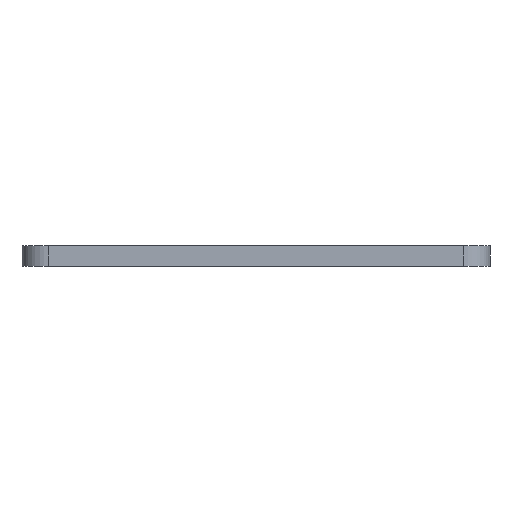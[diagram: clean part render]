
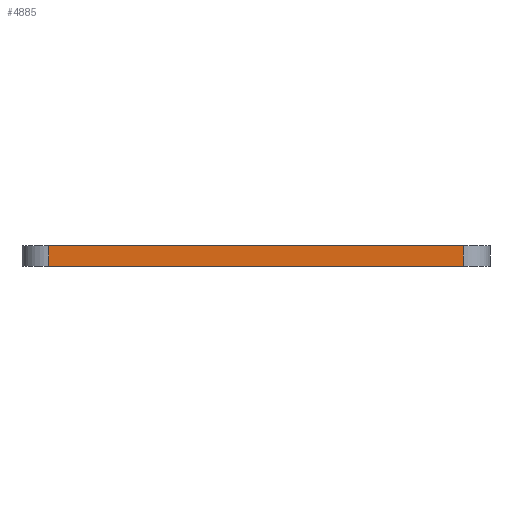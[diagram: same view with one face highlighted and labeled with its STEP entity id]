
A CAD part, front view. The second image highlights one B-rep face of the part: STEP entity #4885.
In plain terms, the highlighted planar face has unit normal (0, -1, 0).
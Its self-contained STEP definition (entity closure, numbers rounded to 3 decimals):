
#15 = CARTESIAN_POINT ( 'NONE',  ( -17.5, -45., 0. ) ) ;
#329 = VERTEX_POINT ( 'NONE', #1432 ) ;
#629 = CARTESIAN_POINT ( 'NONE',  ( -15.5, -45., 1.5 ) ) ;
#648 = EDGE_CURVE ( 'NONE', #3768, #832, #4667, .T. ) ;
#823 = ORIENTED_EDGE ( 'NONE', *, *, #4071, .T. ) ;
#832 = VERTEX_POINT ( 'NONE', #4291 ) ;
#909 = CARTESIAN_POINT ( 'NONE',  ( -17.5, -45., 1.5 ) ) ;
#947 = VERTEX_POINT ( 'NONE', #4774 ) ;
#1028 = DIRECTION ( 'NONE',  ( 0., 0., 1. ) ) ;
#1215 = DIRECTION ( 'NONE',  ( 1., 0., 0. ) ) ;
#1277 = FACE_OUTER_BOUND ( 'NONE', #4276, .T. ) ;
#1432 = CARTESIAN_POINT ( 'NONE',  ( 15.5, -45., 0. ) ) ;
#1554 = PLANE ( 'NONE',  #4051 ) ;
#1584 = CARTESIAN_POINT ( 'NONE',  ( -17.5, -45., 1.5 ) ) ;
#1750 = VECTOR ( 'NONE', #3083, 1000. ) ;
#1847 = ORIENTED_EDGE ( 'NONE', *, *, #648, .F. ) ;
#2213 = LINE ( 'NONE', #629, #2550 ) ;
#2399 = CARTESIAN_POINT ( 'NONE',  ( -15.5, -45., 1.5 ) ) ;
#2512 = DIRECTION ( 'NONE',  ( 0., 0., -1. ) ) ;
#2515 = VECTOR ( 'NONE', #1215, 1000. ) ;
#2518 = LINE ( 'NONE', #3697, #4375 ) ;
#2550 = VECTOR ( 'NONE', #2512, 1000. ) ;
#3083 = DIRECTION ( 'NONE',  ( 1., 0., 0. ) ) ;
#3135 = LINE ( 'NONE', #15, #1750 ) ;
#3164 = EDGE_CURVE ( 'NONE', #3768, #947, #2213, .T. ) ;
#3168 = DIRECTION ( 'NONE',  ( 0., 0., 1. ) ) ;
#3488 = DIRECTION ( 'NONE',  ( 0., 1., 0. ) ) ;
#3697 = CARTESIAN_POINT ( 'NONE',  ( 15.5, -45., 1.5 ) ) ;
#3768 = VERTEX_POINT ( 'NONE', #2399 ) ;
#3928 = ORIENTED_EDGE ( 'NONE', *, *, #3164, .T. ) ;
#4051 = AXIS2_PLACEMENT_3D ( 'NONE', #1584, #3488, #3168 ) ;
#4071 = EDGE_CURVE ( 'NONE', #947, #329, #3135, .T. ) ;
#4276 = EDGE_LOOP ( 'NONE', ( #1847, #3928, #823, #4336 ) ) ;
#4291 = CARTESIAN_POINT ( 'NONE',  ( 15.5, -45., 1.5 ) ) ;
#4336 = ORIENTED_EDGE ( 'NONE', *, *, #4601, .T. ) ;
#4375 = VECTOR ( 'NONE', #1028, 1000. ) ;
#4601 = EDGE_CURVE ( 'NONE', #329, #832, #2518, .T. ) ;
#4667 = LINE ( 'NONE', #909, #2515 ) ;
#4774 = CARTESIAN_POINT ( 'NONE',  ( -15.5, -45., 0. ) ) ;
#4885 = ADVANCED_FACE ( 'NONE', ( #1277 ), #1554, .F. ) ;
